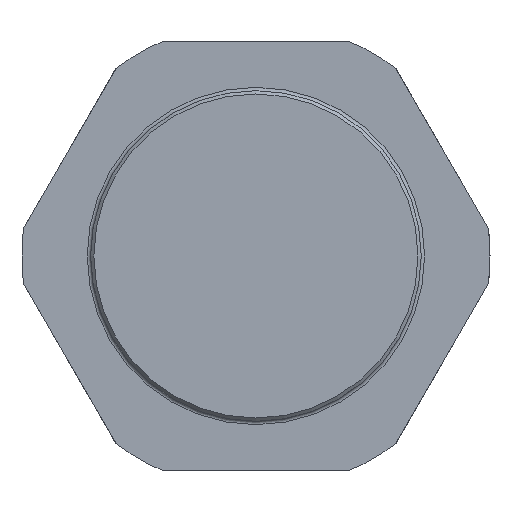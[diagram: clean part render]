
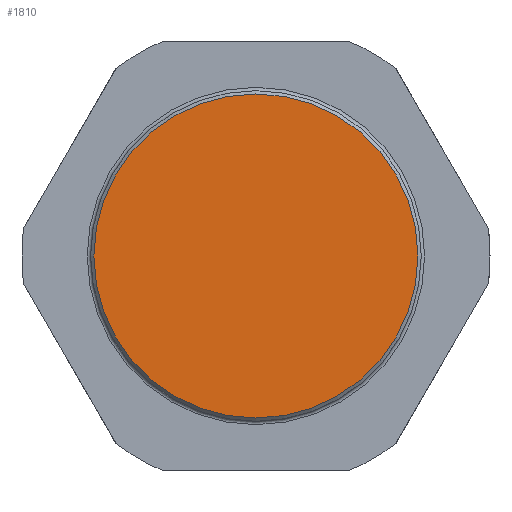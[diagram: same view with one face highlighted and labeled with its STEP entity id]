
A CAD part, left-side view. The second image highlights one B-rep face of the part: STEP entity #1810.
In plain terms, the highlighted planar face has unit normal (-1, 0, 0).
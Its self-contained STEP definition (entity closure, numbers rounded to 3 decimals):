
#142=PLANE('',#2049);
#530=FACE_OUTER_BOUND('',#730,.T.);
#730=EDGE_LOOP('',(#1540));
#934=CIRCLE('',#2050,24.5);
#1086=VERTEX_POINT('',#3403);
#1262=EDGE_CURVE('',#1086,#1086,#934,.T.);
#1540=ORIENTED_EDGE('',*,*,#1262,.F.);
#1810=ADVANCED_FACE('',(#530),#142,.T.);
#2049=AXIS2_PLACEMENT_3D('',#3402,#2487,#2488);
#2050=AXIS2_PLACEMENT_3D('',#3404,#2489,#2490);
#2487=DIRECTION('center_axis',(-1.,0.,0.));
#2488=DIRECTION('ref_axis',(0.,1.,0.));
#2489=DIRECTION('center_axis',(1.,0.,0.));
#2490=DIRECTION('ref_axis',(0.,1.,0.));
#3402=CARTESIAN_POINT('Origin',(-50.9,-25.,0.));
#3403=CARTESIAN_POINT('',(-50.9,-24.5,0.));
#3404=CARTESIAN_POINT('Origin',(-50.9,0.,
0.));
